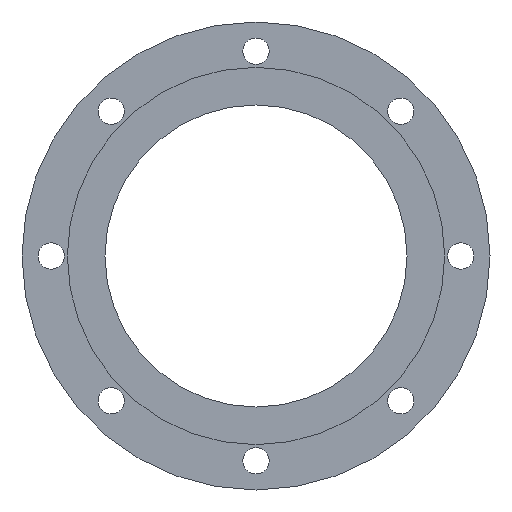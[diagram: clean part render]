
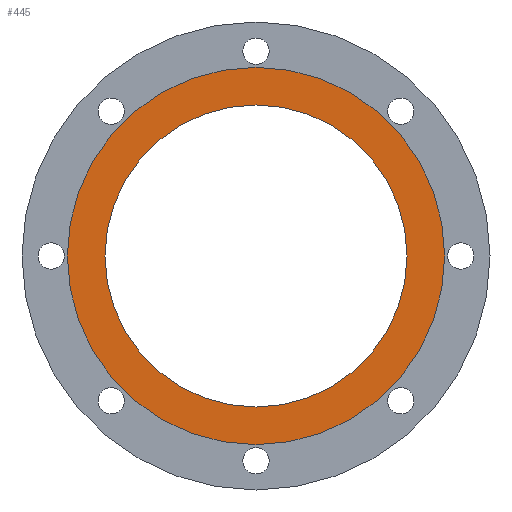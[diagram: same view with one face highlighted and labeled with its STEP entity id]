
A CAD part, front view. The second image highlights one B-rep face of the part: STEP entity #445.
In plain terms, the highlighted planar face has unit normal (0, -1, 0).
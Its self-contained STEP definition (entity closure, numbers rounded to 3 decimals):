
#18 = AXIS2_PLACEMENT_3D ( 'NONE', #125, #889, #370 ) ;
#35 = EDGE_CURVE ( 'NONE', #901, #317, #583, .T. ) ;
#50 = CARTESIAN_POINT ( 'NONE',  ( 0., 0., 0. ) ) ;
#60 = DIRECTION ( 'NONE',  ( 0., 0., 1. ) ) ;
#84 = CIRCLE ( 'NONE', #495, 103.25 ) ;
#111 = EDGE_LOOP ( 'NONE', ( #951, #525 ) ) ;
#125 = CARTESIAN_POINT ( 'NONE',  ( 0., 0., 103.25 ) ) ;
#135 = FACE_OUTER_BOUND ( 'NONE', #162, .T. ) ;
#162 = EDGE_LOOP ( 'NONE', ( #1020, #997 ) ) ;
#170 = VERTEX_POINT ( 'NONE', #500 ) ;
#209 = EDGE_CURVE ( 'NONE', #317, #901, #388, .T. ) ;
#251 = DIRECTION ( 'NONE',  ( 0., 1., 0. ) ) ;
#302 = PLANE ( 'NONE',  #18 ) ;
#308 = DIRECTION ( 'NONE',  ( 0., 1., 0. ) ) ;
#309 = DIRECTION ( 'NONE',  ( 0., 1., 0. ) ) ;
#317 = VERTEX_POINT ( 'NONE', #446 ) ;
#320 = DIRECTION ( 'NONE',  ( 0., 1., 0. ) ) ;
#333 = AXIS2_PLACEMENT_3D ( 'NONE', #50, #309, #730 ) ;
#369 = CIRCLE ( 'NONE', #389, 103.25 ) ;
#370 = DIRECTION ( 'NONE',  ( 0., 0., -1. ) ) ;
#387 = CARTESIAN_POINT ( 'NONE',  ( 0., 0., 129. ) ) ;
#388 = CIRCLE ( 'NONE', #543, 129. ) ;
#389 = AXIS2_PLACEMENT_3D ( 'NONE', #487, #308, #589 ) ;
#445 = ADVANCED_FACE ( 'NONE', ( #733, #135 ), #302, .T. ) ;
#446 = CARTESIAN_POINT ( 'NONE',  ( 0., 0., -129. ) ) ;
#487 = CARTESIAN_POINT ( 'NONE',  ( 0., 0., 0. ) ) ;
#495 = AXIS2_PLACEMENT_3D ( 'NONE', #1018, #251, #536 ) ;
#500 = CARTESIAN_POINT ( 'NONE',  ( 0., 0., 103.25 ) ) ;
#520 = EDGE_CURVE ( 'NONE', #170, #769, #369, .T. ) ;
#525 = ORIENTED_EDGE ( 'NONE', *, *, #822, .T. ) ;
#536 = DIRECTION ( 'NONE',  ( 0., 0., 1. ) ) ;
#543 = AXIS2_PLACEMENT_3D ( 'NONE', #672, #320, #60 ) ;
#583 = CIRCLE ( 'NONE', #333, 129. ) ;
#589 = DIRECTION ( 'NONE',  ( 0., 0., 1. ) ) ;
#672 = CARTESIAN_POINT ( 'NONE',  ( 0., 0., 0. ) ) ;
#730 = DIRECTION ( 'NONE',  ( 0., 0., 1. ) ) ;
#733 = FACE_BOUND ( 'NONE', #111, .T. ) ;
#769 = VERTEX_POINT ( 'NONE', #1022 ) ;
#822 = EDGE_CURVE ( 'NONE', #769, #170, #84, .T. ) ;
#889 = DIRECTION ( 'NONE',  ( 0., -1., 0. ) ) ;
#901 = VERTEX_POINT ( 'NONE', #387 ) ;
#951 = ORIENTED_EDGE ( 'NONE', *, *, #520, .T. ) ;
#997 = ORIENTED_EDGE ( 'NONE', *, *, #209, .F. ) ;
#1018 = CARTESIAN_POINT ( 'NONE',  ( 0., 0., 0. ) ) ;
#1020 = ORIENTED_EDGE ( 'NONE', *, *, #35, .F. ) ;
#1022 = CARTESIAN_POINT ( 'NONE',  ( 0., 0., -103.25 ) ) ;
